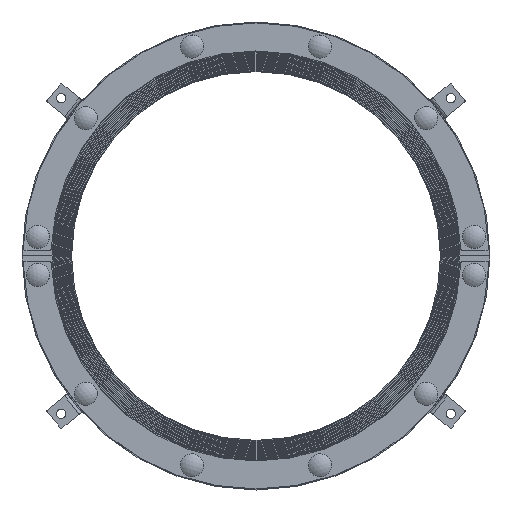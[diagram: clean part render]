
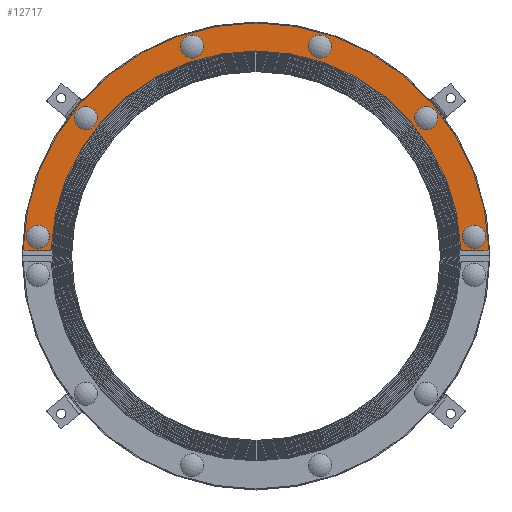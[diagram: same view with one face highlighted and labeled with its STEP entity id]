
A CAD part, top view. The second image highlights one B-rep face of the part: STEP entity #12717.
In plain terms, the highlighted planar face has unit normal (0, 0, 1).
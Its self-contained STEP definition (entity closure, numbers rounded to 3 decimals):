
#629=FACE_BOUND('',#2387,.T.);
#630=FACE_BOUND('',#2388,.T.);
#631=FACE_BOUND('',#2389,.T.);
#632=FACE_BOUND('',#2390,.T.);
#633=FACE_BOUND('',#2391,.T.);
#634=FACE_BOUND('',#2392,.T.);
#830=CIRCLE('',#13511,12.35);
#838=CIRCLE('',#13527,12.35);
#845=CIRCLE('',#13540,12.35);
#855=CIRCLE('',#13566,12.35);
#862=CIRCLE('',#13579,12.35);
#886=CIRCLE('',#13614,2.);
#888=CIRCLE('',#13618,2.);
#890=CIRCLE('',#13621,219.);
#893=CIRCLE('',#13625,2.);
#896=CIRCLE('',#13630,2.);
#899=CIRCLE('',#13634,249.);
#995=CIRCLE('',#13830,12.35);
#1556=FACE_OUTER_BOUND('',#2386,.T.);
#2386=EDGE_LOOP('',(#9373,#9374,#9375,#9376,#9377,#9378,#9379,#9380));
#2387=EDGE_LOOP('',(#9381));
#2388=EDGE_LOOP('',(#9382));
#2389=EDGE_LOOP('',(#9383));
#2390=EDGE_LOOP('',(#9384));
#2391=EDGE_LOOP('',(#9385));
#2392=EDGE_LOOP('',(#9386));
#3179=LINE('',#19624,#4161);
#3185=LINE('',#19650,#4167);
#4161=VECTOR('',#15696,10.);
#4167=VECTOR('',#15724,10.);
#5145=VERTEX_POINT('',#19320);
#5156=VERTEX_POINT('',#19391);
#5163=VERTEX_POINT('',#19414);
#5185=VERTEX_POINT('',#19510);
#5192=VERTEX_POINT('',#19533);
#5222=VERTEX_POINT('',#19614);
#5223=VERTEX_POINT('',#19615);
#5226=VERTEX_POINT('',#19623);
#5228=VERTEX_POINT('',#19629);
#5230=VERTEX_POINT('',#19635);
#5233=VERTEX_POINT('',#19643);
#5235=VERTEX_POINT('',#19649);
#5238=VERTEX_POINT('',#19657);
#5413=VERTEX_POINT('',#20232);
#6424=EDGE_CURVE('',#5145,#5145,#830,.T.);
#6439=EDGE_CURVE('',#5156,#5156,#838,.T.);
#6449=EDGE_CURVE('',#5163,#5163,#845,.T.);
#6483=EDGE_CURVE('',#5185,#5185,#855,.T.);
#6493=EDGE_CURVE('',#5192,#5192,#862,.T.);
#6532=EDGE_CURVE('',#5222,#5223,#886,.T.);
#6536=EDGE_CURVE('',#5223,#5226,#3179,.T.);
#6539=EDGE_CURVE('',#5226,#5228,#888,.T.);
#6542=EDGE_CURVE('',#5228,#5230,#890,.T.);
#6546=EDGE_CURVE('',#5230,#5233,#893,.T.);
#6549=EDGE_CURVE('',#5233,#5235,#3185,.T.);
#6553=EDGE_CURVE('',#5235,#5238,#896,.T.);
#6557=EDGE_CURVE('',#5238,#5222,#899,.T.);
#6828=EDGE_CURVE('',#5413,#5413,#995,.T.);
#9373=ORIENTED_EDGE('',*,*,#6532,.F.);
#9374=ORIENTED_EDGE('',*,*,#6557,.F.);
#9375=ORIENTED_EDGE('',*,*,#6553,.F.);
#9376=ORIENTED_EDGE('',*,*,#6549,.F.);
#9377=ORIENTED_EDGE('',*,*,#6546,.F.);
#9378=ORIENTED_EDGE('',*,*,#6542,.F.);
#9379=ORIENTED_EDGE('',*,*,#6539,.F.);
#9380=ORIENTED_EDGE('',*,*,#6536,.F.);
#9381=ORIENTED_EDGE('',*,*,#6424,.T.);
#9382=ORIENTED_EDGE('',*,*,#6449,.T.);
#9383=ORIENTED_EDGE('',*,*,#6493,.T.);
#9384=ORIENTED_EDGE('',*,*,#6483,.T.);
#9385=ORIENTED_EDGE('',*,*,#6439,.T.);
#9386=ORIENTED_EDGE('',*,*,#6828,.T.);
#11305=PLANE('',#13829);
#12717=ADVANCED_FACE('',(#1556,#629,#630,#631,#632,#633,#634),#11305,.F.);
#13511=AXIS2_PLACEMENT_3D('',#19322,#15445,#15446);
#13527=AXIS2_PLACEMENT_3D('',#19393,#15481,#15482);
#13540=AXIS2_PLACEMENT_3D('',#19416,#15510,#15511);
#13566=AXIS2_PLACEMENT_3D('',#19512,#15574,#15575);
#13579=AXIS2_PLACEMENT_3D('',#19535,#15603,#15604);
#13614=AXIS2_PLACEMENT_3D('',#19616,#15688,#15689);
#13618=AXIS2_PLACEMENT_3D('',#19630,#15701,#15702);
#13621=AXIS2_PLACEMENT_3D('',#19636,#15708,#15709);
#13625=AXIS2_PLACEMENT_3D('',#19644,#15717,#15718);
#13630=AXIS2_PLACEMENT_3D('',#19658,#15731,#15732);
#13634=AXIS2_PLACEMENT_3D('',#19664,#15740,#15741);
#13829=AXIS2_PLACEMENT_3D('',#20231,#16293,#16294);
#13830=AXIS2_PLACEMENT_3D('',#20233,#16295,#16296);
#15445=DIRECTION('center_axis',(0.,0.,
-1.));
#15446=DIRECTION('ref_axis',(0.292,0.956,0.));
#15481=DIRECTION('center_axis',(0.,0.,
-1.));
#15482=DIRECTION('ref_axis',(-0.292,0.956,0.));
#15510=DIRECTION('center_axis',(0.,0.,
-1.));
#15511=DIRECTION('ref_axis',(0.777,0.629,0.));
#15574=DIRECTION('center_axis',(0.,0.,
-1.));
#15575=DIRECTION('ref_axis',(-0.777,0.629,0.));
#15603=DIRECTION('center_axis',(0.,0.,
-1.));
#15604=DIRECTION('ref_axis',(-0.996,0.087,0.));
#15688=DIRECTION('center_axis',(0.,0.,
-1.));
#15689=DIRECTION('ref_axis',(0.718,-0.696,0.));
#15696=DIRECTION('',(-1.,0.,0.));
#15701=DIRECTION('center_axis',(0.,0.,
-1.));
#15702=DIRECTION('ref_axis',(-0.694,-0.72,0.));
#15708=DIRECTION('center_axis',(0.,0.,
1.));
#15709=DIRECTION('ref_axis',(-1.,0.027,0.));
#15717=DIRECTION('center_axis',(0.,0.,
-1.));
#15718=DIRECTION('ref_axis',(0.694,-0.72,0.));
#15724=DIRECTION('',(-1.,0.,0.));
#15731=DIRECTION('center_axis',(0.,0.,
-1.));
#15732=DIRECTION('ref_axis',(-0.718,-0.696,0.));
#15740=DIRECTION('center_axis',(0.,0.,
-1.));
#15741=DIRECTION('ref_axis',(1.,-0.024,0.));
#16293=DIRECTION('center_axis',(0.,0.,
-1.));
#16294=DIRECTION('ref_axis',(-1.,0.,0.));
#16295=DIRECTION('center_axis',(0.,0.,
-1.));
#16296=DIRECTION('ref_axis',(0.996,0.087,0.));
#19320=CARTESIAN_POINT('',(64.804,211.965,73.));
#19322=CARTESIAN_POINT('Origin',(68.415,223.775,73.));
#19391=CARTESIAN_POINT('',(-64.804,211.965,73.));
#19393=CARTESIAN_POINT('Origin',(-68.415,223.775,73.));
#19414=CARTESIAN_POINT('',(172.254,139.489,73.));
#19416=CARTESIAN_POINT('Origin',(181.852,147.261,73.));
#19510=CARTESIAN_POINT('',(-172.254,139.489,73.));
#19512=CARTESIAN_POINT('Origin',(-181.852,147.261,73.));
#19533=CARTESIAN_POINT('',(-220.807,19.318,73.));
#19535=CARTESIAN_POINT('Origin',(-233.11,20.394,73.));
#19614=CARTESIAN_POINT('',(248.869,8.065,73.));
#19615=CARTESIAN_POINT('',(246.87,6.,73.));
#19616=CARTESIAN_POINT('Origin',(246.87,8.,73.));
#19623=CARTESIAN_POINT('',(220.855,6.,73.));
#19624=CARTESIAN_POINT('',(218.918,6.,73.));
#19629=CARTESIAN_POINT('',(218.856,7.928,73.));
#19630=CARTESIAN_POINT('Origin',(220.855,8.,73.));
#19635=CARTESIAN_POINT('',(-218.856,7.928,73.));
#19636=CARTESIAN_POINT('Origin',(0.,0.,
73.));
#19643=CARTESIAN_POINT('',(-220.855,6.,73.));
#19644=CARTESIAN_POINT('Origin',(-220.855,8.,73.));
#19649=CARTESIAN_POINT('',(-246.87,6.,73.));
#19650=CARTESIAN_POINT('',(-248.928,6.,73.));
#19657=CARTESIAN_POINT('',(-248.869,8.065,73.));
#19658=CARTESIAN_POINT('Origin',(-246.87,8.,73.));
#19664=CARTESIAN_POINT('Origin',(0.,0.,
73.));
#20231=CARTESIAN_POINT('Origin',(0.,132.393,
73.));
#20232=CARTESIAN_POINT('',(220.807,19.318,73.));
#20233=CARTESIAN_POINT('Origin',(233.11,20.394,73.));
